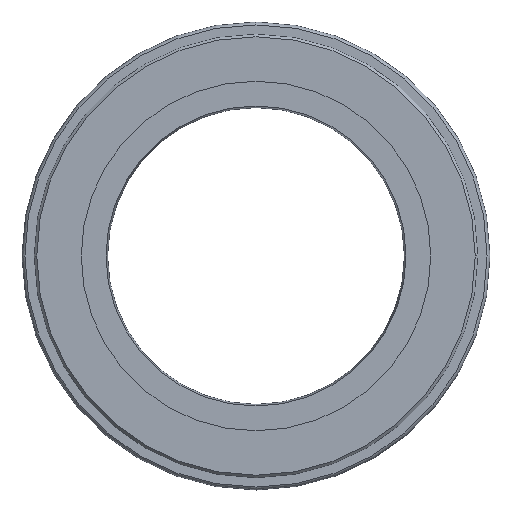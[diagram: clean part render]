
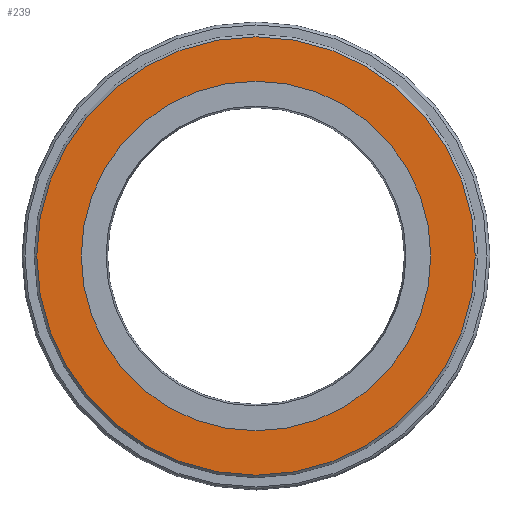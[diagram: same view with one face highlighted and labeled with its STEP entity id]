
A CAD part, left-side view. The second image highlights one B-rep face of the part: STEP entity #239.
In plain terms, the highlighted planar face has unit normal (-1, 0, 0).
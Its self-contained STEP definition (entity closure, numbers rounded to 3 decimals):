
#2 = VERTEX_POINT ( 'NONE', #602 ) ;
#3 = FACE_OUTER_BOUND ( 'NONE', #637, .T. ) ;
#26 = CIRCLE ( 'NONE', #462, 11.963 ) ;
#35 = AXIS2_PLACEMENT_3D ( 'NONE', #671, #199, #400 ) ;
#39 = DIRECTION ( 'NONE',  ( 0., 1., 0. ) ) ;
#134 = EDGE_CURVE ( 'NONE', #387, #495, #204, .T. ) ;
#160 = CARTESIAN_POINT ( 'NONE',  ( 0.08, -11.963, 0. ) ) ;
#199 = DIRECTION ( 'NONE',  ( 1., 0., 0. ) ) ;
#200 = ORIENTED_EDGE ( 'NONE', *, *, #634, .F. ) ;
#202 = DIRECTION ( 'NONE',  ( 1., 0., 0. ) ) ;
#204 = CIRCLE ( 'NONE', #35, 15.002 ) ;
#205 = AXIS2_PLACEMENT_3D ( 'NONE', #503, #300, #347 ) ;
#207 = CARTESIAN_POINT ( 'NONE',  ( 0.08, 13.483, 0. ) ) ;
#228 = ORIENTED_EDGE ( 'NONE', *, *, #411, .T. ) ;
#239 = ADVANCED_FACE ( 'NONE', ( #581, #3 ), #369, .T. ) ;
#267 = CIRCLE ( 'NONE', #493, 11.963 ) ;
#274 = CARTESIAN_POINT ( 'NONE',  ( 0.08, -15.002, 0. ) ) ;
#278 = VERTEX_POINT ( 'NONE', #160 ) ;
#300 = DIRECTION ( 'NONE',  ( 1., 0., 0. ) ) ;
#320 = DIRECTION ( 'NONE',  ( -1., 0., 0. ) ) ;
#337 = EDGE_LOOP ( 'NONE', ( #541, #228 ) ) ;
#347 = DIRECTION ( 'NONE',  ( 0., 1., 0. ) ) ;
#349 = ORIENTED_EDGE ( 'NONE', *, *, #134, .F. ) ;
#369 = PLANE ( 'NONE',  #447 ) ;
#378 = CARTESIAN_POINT ( 'NONE',  ( 0.08, 0., 0. ) ) ;
#380 = CARTESIAN_POINT ( 'NONE',  ( 0.08, 15.002, 0. ) ) ;
#387 = VERTEX_POINT ( 'NONE', #274 ) ;
#400 = DIRECTION ( 'NONE',  ( 0., 1., 0. ) ) ;
#411 = EDGE_CURVE ( 'NONE', #278, #2, #26, .T. ) ;
#447 = AXIS2_PLACEMENT_3D ( 'NONE', #207, #320, #576 ) ;
#462 = AXIS2_PLACEMENT_3D ( 'NONE', #378, #592, #539 ) ;
#493 = AXIS2_PLACEMENT_3D ( 'NONE', #667, #202, #39 ) ;
#495 = VERTEX_POINT ( 'NONE', #380 ) ;
#503 = CARTESIAN_POINT ( 'NONE',  ( 0.08, 0., 0. ) ) ;
#521 = CIRCLE ( 'NONE', #205, 15.002 ) ;
#539 = DIRECTION ( 'NONE',  ( 0., 1., 0. ) ) ;
#541 = ORIENTED_EDGE ( 'NONE', *, *, #575, .T. ) ;
#575 = EDGE_CURVE ( 'NONE', #2, #278, #267, .T. ) ;
#576 = DIRECTION ( 'NONE',  ( 0., -1., 0. ) ) ;
#581 = FACE_BOUND ( 'NONE', #337, .T. ) ;
#592 = DIRECTION ( 'NONE',  ( 1., 0., 0. ) ) ;
#602 = CARTESIAN_POINT ( 'NONE',  ( 0.08, 11.963, 0. ) ) ;
#634 = EDGE_CURVE ( 'NONE', #495, #387, #521, .T. ) ;
#637 = EDGE_LOOP ( 'NONE', ( #200, #349 ) ) ;
#667 = CARTESIAN_POINT ( 'NONE',  ( 0.08, 0., 0. ) ) ;
#671 = CARTESIAN_POINT ( 'NONE',  ( 0.08, 0., 0. ) ) ;
